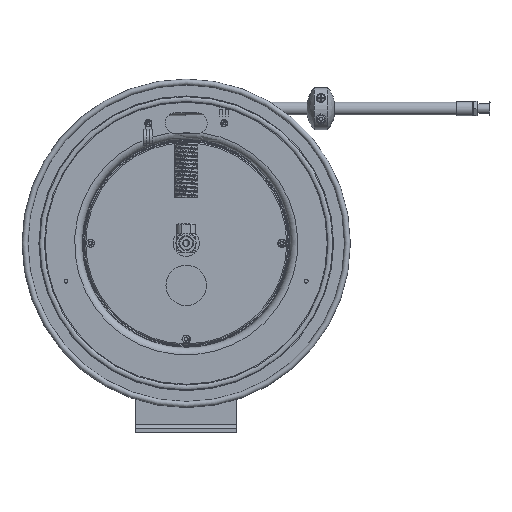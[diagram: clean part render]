
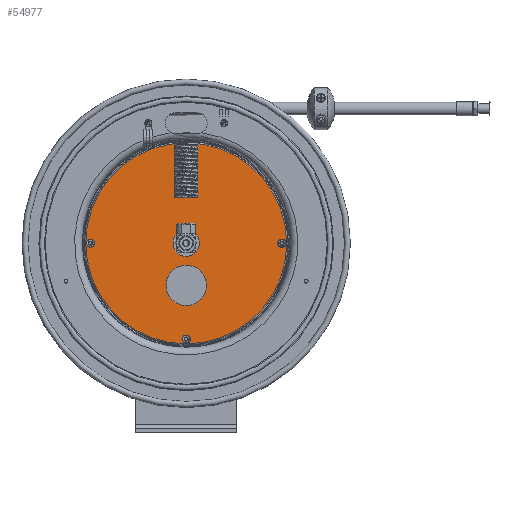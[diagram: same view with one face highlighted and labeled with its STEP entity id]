
A CAD part, top view. The second image highlights one B-rep face of the part: STEP entity #54977.
In plain terms, the highlighted planar face has unit normal (0, 0, 1).
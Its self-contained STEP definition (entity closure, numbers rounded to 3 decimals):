
#3438=FACE_BOUND('',#9056,.T.);
#3439=FACE_BOUND('',#9057,.T.);
#3440=FACE_BOUND('',#9058,.T.);
#3441=FACE_BOUND('',#9059,.T.);
#3442=FACE_BOUND('',#9060,.T.);
#5068=CIRCLE('',#58709,5.97);
#5069=CIRCLE('',#58710,0.655);
#5070=CIRCLE('',#58711,0.14);
#5071=CIRCLE('',#58712,0.14);
#5072=CIRCLE('',#58713,0.14);
#5073=CIRCLE('',#58714,0.14);
#7041=FACE_OUTER_BOUND('',#9055,.T.);
#9055=EDGE_LOOP('',(#45322));
#9056=EDGE_LOOP('',(#45323));
#9057=EDGE_LOOP('',(#45324));
#9058=EDGE_LOOP('',(#45325));
#9059=EDGE_LOOP('',(#45326));
#9060=EDGE_LOOP('',(#45327));
#24792=VERTEX_POINT('',#90806);
#24793=VERTEX_POINT('',#90808);
#24794=VERTEX_POINT('',#90810);
#24795=VERTEX_POINT('',#90812);
#24796=VERTEX_POINT('',#90814);
#24797=VERTEX_POINT('',#90816);
#33810=EDGE_CURVE('',#24792,#24792,#5068,.T.);
#33811=EDGE_CURVE('',#24793,#24793,#5069,.T.);
#33812=EDGE_CURVE('',#24794,#24794,#5070,.T.);
#33813=EDGE_CURVE('',#24795,#24795,#5071,.T.);
#33814=EDGE_CURVE('',#24796,#24796,#5072,.T.);
#33815=EDGE_CURVE('',#24797,#24797,#5073,.T.);
#45322=ORIENTED_EDGE('',*,*,#33810,.F.);
#45323=ORIENTED_EDGE('',*,*,#33811,.T.);
#45324=ORIENTED_EDGE('',*,*,#33812,.T.);
#45325=ORIENTED_EDGE('',*,*,#33813,.T.);
#45326=ORIENTED_EDGE('',*,*,#33814,.T.);
#45327=ORIENTED_EDGE('',*,*,#33815,.T.);
#51751=PLANE('',#58708);
#54977=ADVANCED_FACE('',(#7041,#3438,#3439,#3440,#3441,#3442),#51751,.T.);
#58708=AXIS2_PLACEMENT_3D('',#90805,#67689,#67690);
#58709=AXIS2_PLACEMENT_3D('',#90807,#67691,#67692);
#58710=AXIS2_PLACEMENT_3D('',#90809,#67693,#67694);
#58711=AXIS2_PLACEMENT_3D('',#90811,#67695,#67696);
#58712=AXIS2_PLACEMENT_3D('',#90813,#67697,#67698);
#58713=AXIS2_PLACEMENT_3D('',#90815,#67699,#67700);
#58714=AXIS2_PLACEMENT_3D('',#90817,#67701,#67702);
#67689=DIRECTION('center_axis',(0.,0.,
1.));
#67690=DIRECTION('ref_axis',(-1.,0.,0.));
#67691=DIRECTION('center_axis',(0.,0.,
-1.));
#67692=DIRECTION('ref_axis',(-1.,0.,0.));
#67693=DIRECTION('center_axis',(0.,0.,
-1.));
#67694=DIRECTION('ref_axis',(1.,0.,0.));
#67695=DIRECTION('center_axis',(0.,0.,
-1.));
#67696=DIRECTION('ref_axis',(-1.,0.,0.));
#67697=DIRECTION('center_axis',(0.,0.,
-1.));
#67698=DIRECTION('ref_axis',(-1.,0.,0.));
#67699=DIRECTION('center_axis',(0.,0.,
-1.));
#67700=DIRECTION('ref_axis',(-1.,0.,0.));
#67701=DIRECTION('center_axis',(0.,0.,
-1.));
#67702=DIRECTION('ref_axis',(-1.,0.,0.));
#90805=CARTESIAN_POINT('Origin',(0.,11.252,
4.62));
#90806=CARTESIAN_POINT('',(5.97,11.252,4.62));
#90807=CARTESIAN_POINT('Origin',(0.,11.252,
4.62));
#90808=CARTESIAN_POINT('',(-0.655,11.252,4.62));
#90809=CARTESIAN_POINT('Origin',(0.,11.252,
4.62));
#90810=CARTESIAN_POINT('',(-5.828,11.252,4.62));
#90811=CARTESIAN_POINT('Origin',(-5.688,11.252,4.62));
#90812=CARTESIAN_POINT('',(5.547,11.252,4.62));
#90813=CARTESIAN_POINT('Origin',(5.687,11.252,4.62));
#90814=CARTESIAN_POINT('',(-0.14,5.564,4.62));
#90815=CARTESIAN_POINT('Origin',(0.,5.564,
4.62));
#90816=CARTESIAN_POINT('',(-0.14,16.939,4.62));
#90817=CARTESIAN_POINT('Origin',(0.,16.939,
4.62));
